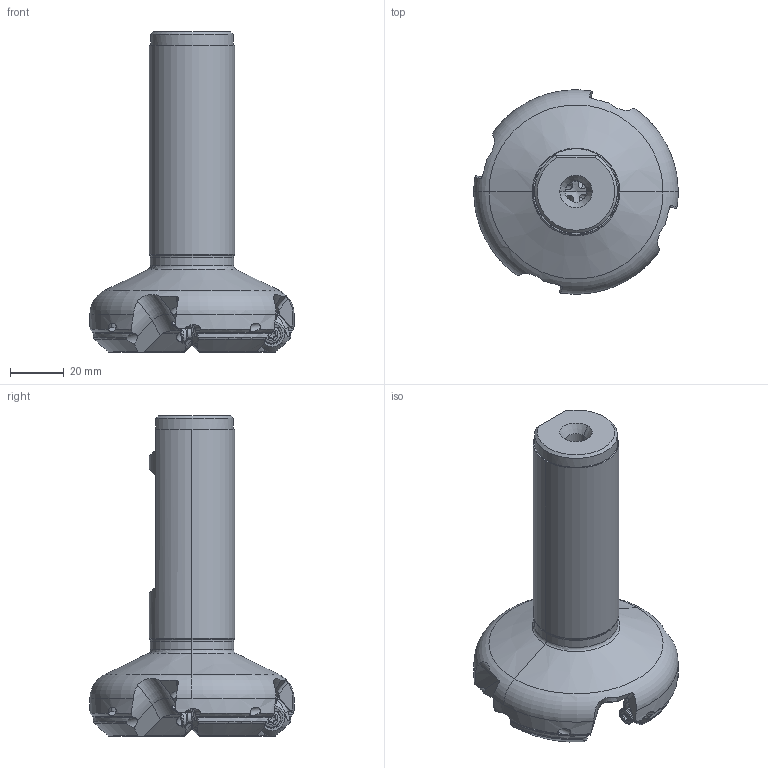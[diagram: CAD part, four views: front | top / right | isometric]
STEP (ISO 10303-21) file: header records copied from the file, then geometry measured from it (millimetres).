
FILE_DESCRIPTION(/* description */ (''),/* implementation_level */ '2;1');
FILE_NAME(/* name */ 'WSX445UR4004FA20M.stp',/* time_stamp */ '2025-07-03T15:45:18+09:00',/* author */ (''),/* organization */ (''),/* preprocessor_version */ 'ST-DEVELOPER v18.101',/* originating_system */ 'SIEMENS PLM Software NX 2011',/* authorisation */ '');
FILE_SCHEMA (('AUTOMOTIVE_DESIGN { 1 0 10303 214 3 1 1 1 }'));
Length unit declared in the file: millimetre
Products named in the file (1): WSX445UR4004FA20M_ASM
Bounding box: 75.79 x 75.79 x 118.9 mm (x, y, z)
Volume: 142408.3 mm3; surface area: 27414.9 mm2
Topology: 5 solids, 5 shells, 613 faces, 1702 edges, 1087 vertices
Faces by surface type: cylinder 233, torus 138, plane 133, cone 41, bspline 32, sphere 20, extrusion 16
Entity records: 25545 total; most frequent: CARTESIAN_POINT 11095, ORIENTED_EDGE 3368, DIRECTION 2501, EDGE_CURVE 1684, VERTEX_POINT 1080, AXIS2_PLACEMENT_3D 1035, B_SPLINE_CURVE_WITH_KNOTS 839, EDGE_LOOP 628
